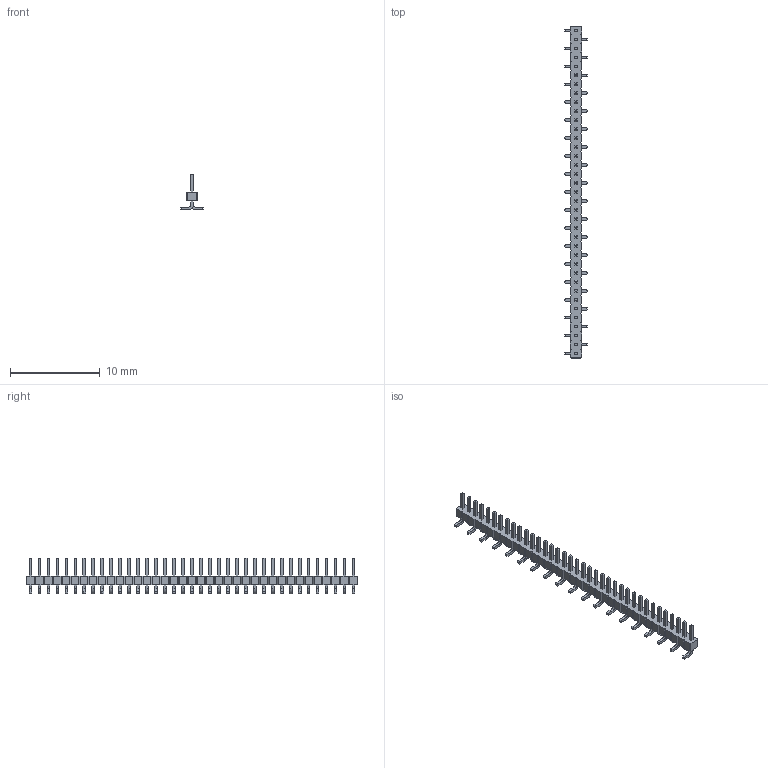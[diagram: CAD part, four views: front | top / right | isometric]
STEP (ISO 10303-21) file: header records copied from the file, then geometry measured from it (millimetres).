
FILE_DESCRIPTION(/* description */ ('model of Pin_Header_Straight_1x37_Pitch1.00mm_SMD_Pin1Left'),/* implementation_level */ '2;1');
FILE_NAME(/* name */ 'Pin_Header_Straight_1x37_Pitch1.00mm_SMD_Pin1Left.step',/* time_stamp */ '2017-09-10T00:53:01',/* author */ ('kicad StepUp','ksu'),/* organization */ ('FreeCAD'),/* preprocessor_version */ 'OCC',/* originating_system */ 'kicad StepUp',/* authorisation */ '');
FILE_SCHEMA(('AUTOMOTIVE_DESIGN { 1 0 10303 214 1 1 1 1 }'));
Length unit declared in the file: millimetre
Products named in the file (1): Pin_Header_Straight_1x37_Pitch100mm_SMD_Pin1Left
Bounding box: 2.5 x 37 x 4 mm (x, y, z)
Volume: 59.1 mm3; surface area: 343.6 mm2
Topology: 1 solids, 1 shells, 1040 faces, 2596 edges, 1632 vertices
Faces by surface type: plane 966, cylinder 74
Entity records: 37353 total; most frequent: CARTESIAN_POINT 5269, ORIENTED_EDGE 5192, DIRECTION 4826, EDGE_CURVE 2596, LINE 2448, VECTOR 2448, VERTEX_POINT 1632, AXIS2_PLACEMENT_3D 1189
